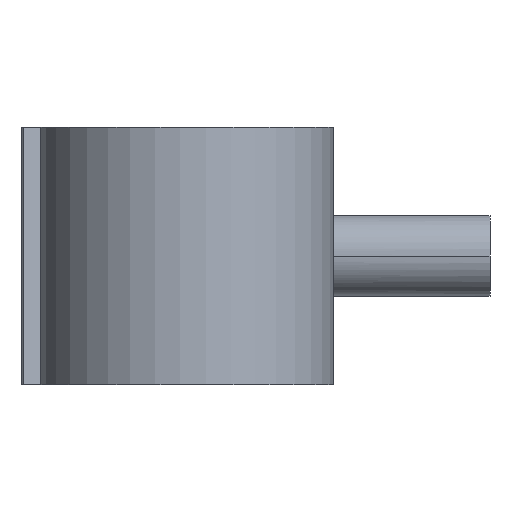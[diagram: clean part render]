
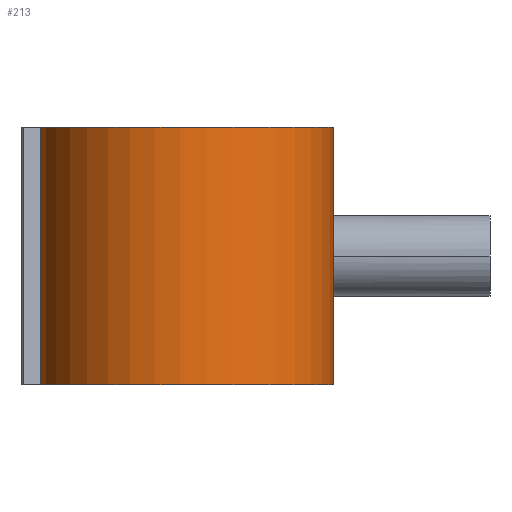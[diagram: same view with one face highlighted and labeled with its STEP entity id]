
A CAD part, front view. The second image highlights one B-rep face of the part: STEP entity #213.
In plain terms, the highlighted cylindrical face has radius 73.167 mm (diameter 146.333 mm), a partial arc.
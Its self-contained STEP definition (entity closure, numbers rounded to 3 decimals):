
#213 = ADVANCED_FACE( '', ( #599 ), #600, .T. );
#229 = VERTEX_POINT( '', #618 );
#259 = EDGE_CURVE( '', #267, #473, #651, .T. );
#267 = VERTEX_POINT( '', #659 );
#369 = EDGE_CURVE( '', #473, #229, #773, .T. );
#375 = VERTEX_POINT( '', #779 );
#381 = EDGE_CURVE( '', #375, #267, #785, .T. );
#443 = EDGE_CURVE( '', #375, #229, #851, .T. );
#473 = VERTEX_POINT( '', #885 );
#599 = FACE_OUTER_BOUND( '', #1017, .T. );
#600 = CYLINDRICAL_SURFACE( '', #1018, 73.167 );
#618 = CARTESIAN_POINT( '', ( 72.534, 9.6, 64. ) );
#651 = CIRCLE( '', #1090, 73.167 );
#659 = CARTESIAN_POINT( '', ( -72.534, -9.6, -64. ) );
#773 = LINE( '', #1502, #1503 );
#779 = CARTESIAN_POINT( '', ( -72.534, -9.6, 64. ) );
#785 = LINE( '', #1518, #1519 );
#851 = CIRCLE( '', #1813, 73.167 );
#885 = CARTESIAN_POINT( '', ( 72.534, 9.6, -64. ) );
#1017 = EDGE_LOOP( '', ( #2189, #2190, #2191, #2192 ) );
#1018 = AXIS2_PLACEMENT_3D( '', #2193, #2194, #2195 );
#1090 = AXIS2_PLACEMENT_3D( '', #2246, #2247, #2248 );
#1502 = CARTESIAN_POINT( '', ( 72.534, 9.6, 64. ) );
#1503 = VECTOR( '', #2409, 1. );
#1518 = CARTESIAN_POINT( '', ( -72.534, -9.6, 64. ) );
#1519 = VECTOR( '', #2411, 1. );
#1813 = AXIS2_PLACEMENT_3D( '', #2475, #2476, #2477 );
#2189 = ORIENTED_EDGE( '', *, *, #369, .T. );
#2190 = ORIENTED_EDGE( '', *, *, #443, .F. );
#2191 = ORIENTED_EDGE( '', *, *, #381, .T. );
#2192 = ORIENTED_EDGE( '', *, *, #259, .T. );
#2193 = CARTESIAN_POINT( '', ( 0., 0., 64. ) );
#2194 = DIRECTION( '', ( 0., 0., 1. ) );
#2195 = DIRECTION( '', ( -0.991, -0.131, 0. ) );
#2246 = CARTESIAN_POINT( '', ( 0., 0., -64. ) );
#2247 = DIRECTION( '', ( 0., 0., 1. ) );
#2248 = DIRECTION( '', ( -0.991, -0.131, 0. ) );
#2409 = DIRECTION( '', ( 0., 0., 1. ) );
#2411 = DIRECTION( '', ( 0., 0., -1. ) );
#2475 = CARTESIAN_POINT( '', ( 0., 0., 64. ) );
#2476 = DIRECTION( '', ( 0., 0., 1. ) );
#2477 = DIRECTION( '', ( -0.991, -0.131, 0. ) );
